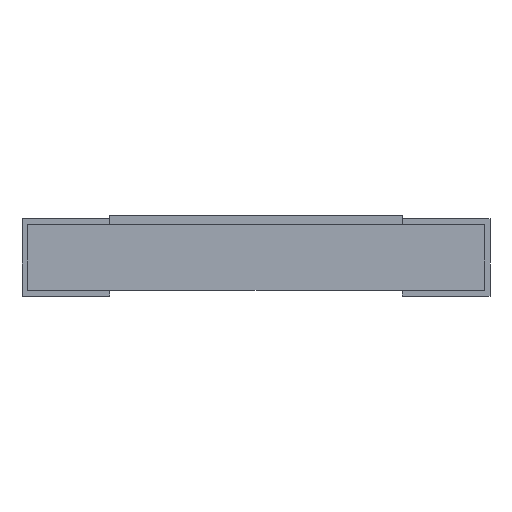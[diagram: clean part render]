
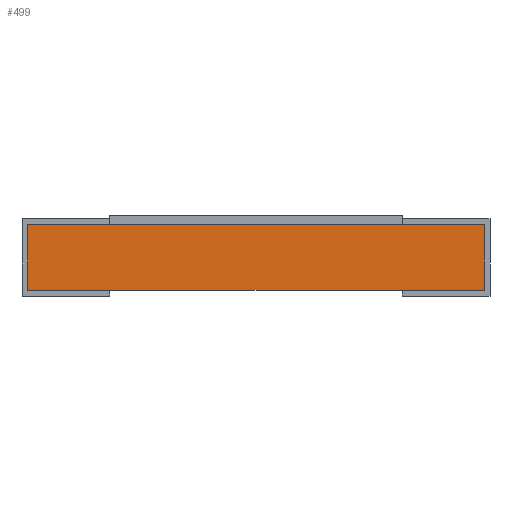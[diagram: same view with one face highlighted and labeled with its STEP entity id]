
A CAD part, front view. The second image highlights one B-rep face of the part: STEP entity #499.
In plain terms, the highlighted planar face has unit normal (0, -1, 0).
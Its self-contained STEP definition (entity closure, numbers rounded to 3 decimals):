
#499=ADVANCED_FACE('',(#995),#996,.F.);
#509=EDGE_CURVE('',#1008,#1011,#1012,.T.);
#517=EDGE_CURVE('',#1011,#1016,#1022,.T.);
#521=EDGE_CURVE('',#1027,#1016,#1028,.T.);
#525=EDGE_CURVE('',#1008,#1027,#1032,.T.);
#995=FACE_OUTER_BOUND('',#1621,.T.);
#996=PLANE('',#1622);
#1008=VERTEX_POINT('',#1637);
#1011=VERTEX_POINT('',#1642);
#1012=LINE('',#1643,#1644);
#1016=VERTEX_POINT('',#1651);
#1022=LINE('',#1661,#1662);
#1027=VERTEX_POINT('',#1670);
#1028=LINE('',#1671,#1672);
#1032=LINE('',#1679,#1680);
#1621=EDGE_LOOP('',(#2778,#2779,#2780,#2781));
#1622=AXIS2_PLACEMENT_3D('',#2782,#2783,#2784);
#1637=CARTESIAN_POINT('',(-1.56,-3.15,0.49));
#1642=CARTESIAN_POINT('',(1.56,-3.15,0.49));
#1643=CARTESIAN_POINT('',(-1.56,-3.15,0.49));
#1644=VECTOR('',#2803,1.0);
#1651=CARTESIAN_POINT('',(1.56,-3.15,0.04));
#1661=CARTESIAN_POINT('',(1.56,-3.15,0.49));
#1662=VECTOR('',#2807,1.0);
#1670=CARTESIAN_POINT('',(-1.56,-3.15,0.04));
#1671=CARTESIAN_POINT('',(-1.56,-3.15,0.04));
#1672=VECTOR('',#2809,1.0);
#1679=CARTESIAN_POINT('',(-1.56,-3.15,0.49));
#1680=VECTOR('',#2811,1.0);
#2778=ORIENTED_EDGE('',*,*,#521,.T.);
#2779=ORIENTED_EDGE('',*,*,#517,.F.);
#2780=ORIENTED_EDGE('',*,*,#509,.F.);
#2781=ORIENTED_EDGE('',*,*,#525,.T.);
#2782=CARTESIAN_POINT('',(-1.56,-3.15,0.49));
#2783=DIRECTION('',(0.,1.0,-0.0));
#2784=DIRECTION('',(0.0,0.0,1.0));
#2803=DIRECTION('',(1.0,0.,0.0));
#2807=DIRECTION('',(0.0,-0.0,-1.0));
#2809=DIRECTION('',(1.0,0.,0.0));
#2811=DIRECTION('',(0.0,-0.0,-1.0));
